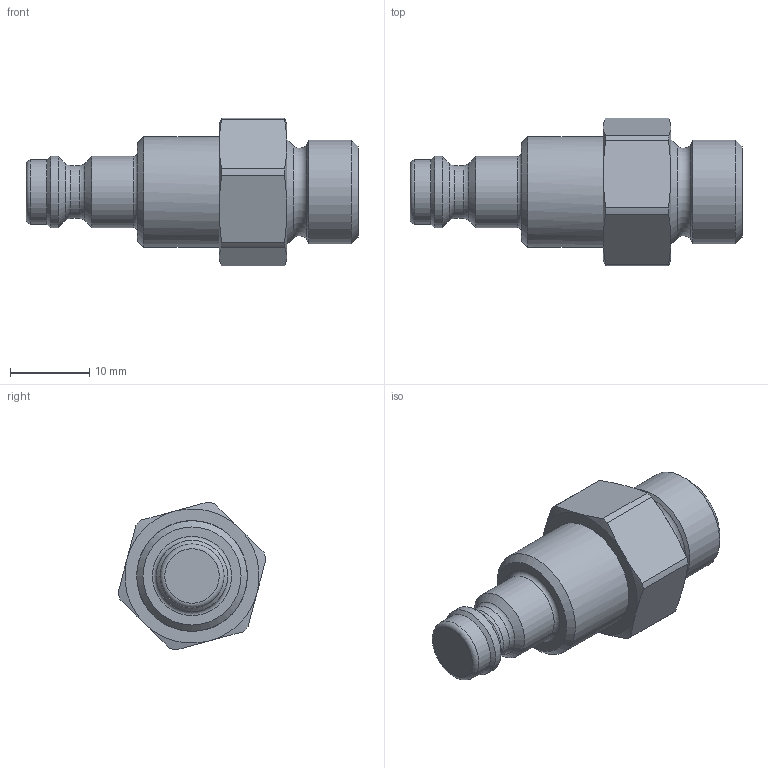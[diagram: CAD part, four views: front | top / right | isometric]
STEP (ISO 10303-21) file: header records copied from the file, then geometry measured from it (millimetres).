
FILE_DESCRIPTION((''),'2;1');
FILE_NAME('21sbaw13rvx.stp','2014-01-07T13:25:29',('IA176480'),(''),'Autodesk Inventor 2013','Autodesk Inventor 2013','');
FILE_SCHEMA(('AUTOMOTIVE_DESIGN { 1 0 10303 214 1 1 1 1 }'));
Length unit declared in the file: millimetre
Products named in the file (1): D105716
Bounding box: 42 x 18.69 x 18.71 mm (x, y, z)
Volume: 5607 mm3; surface area: 2418.8 mm2
Topology: 1 solids, 3 shells, 56 faces, 120 edges, 71 vertices
Faces by surface type: cone 22, cylinder 16, plane 13, torus 5
Full cylindrical faces by diameter (mm): 6.7 x1, 8.1 x1, 9 x2, 11.733 x2, 12 x2, 13.157 x1, 14 x1
Entity records: 1399 total; most frequent: CARTESIAN_POINT 261, DIRECTION 234, ORIENTED_EDGE 180, AXIS2_PLACEMENT_3D 111, EDGE_CURVE 90, EDGE_LOOP 86, VERTEX_POINT 66, FACE_OUTER_BOUND 56
